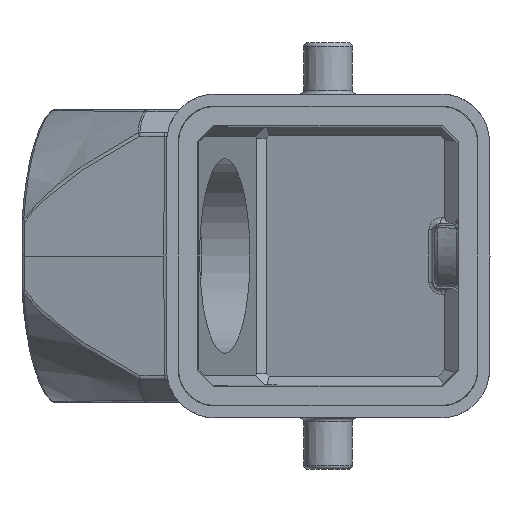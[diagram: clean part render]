
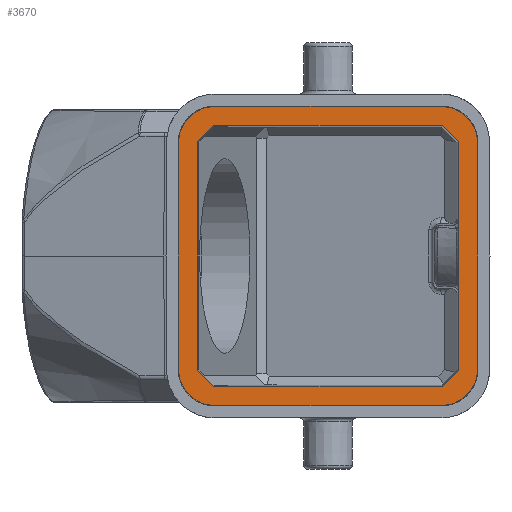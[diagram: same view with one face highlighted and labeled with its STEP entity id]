
A CAD part, front view. The second image highlights one B-rep face of the part: STEP entity #3670.
In plain terms, the highlighted planar face has unit normal (0, -1, 0).
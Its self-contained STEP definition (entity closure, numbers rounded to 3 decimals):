
#78=FACE_BOUND('',#1201,.T.);
#166=PLANE('',#3983);
#388=LINE('',#5873,#647);
#410=LINE('',#6495,#669);
#411=LINE('',#6858,#670);
#412=LINE('',#6862,#671);
#413=LINE('',#6866,#672);
#414=LINE('',#6870,#673);
#415=LINE('',#6874,#674);
#416=LINE('',#6876,#675);
#417=LINE('',#6878,#676);
#418=LINE('',#6879,#677);
#419=LINE('',#6881,#678);
#420=LINE('',#6882,#679);
#647=VECTOR('',#4537,1.906);
#669=VECTOR('',#4593,18.805);
#670=VECTOR('',#4598,18.6);
#671=VECTOR('',#4601,18.6);
#672=VECTOR('',#4604,18.6);
#673=VECTOR('',#4607,18.6);
#674=VECTOR('',#4610,1.906);
#675=VECTOR('',#4611,18.805);
#676=VECTOR('',#4612,1.906);
#677=VECTOR('',#4613,18.805);
#678=VECTOR('',#4614,1.906);
#679=VECTOR('',#4615,18.805);
#955=FACE_OUTER_BOUND('',#1200,.T.);
#1200=EDGE_LOOP('',(#2751,#2752,#2753,#2754,#2755,#2756,#2757,#2758));
#1201=EDGE_LOOP('',(#2759,#2760,#2761,#2762,#2763,#2764,#2765,#2766));
#1430=CIRCLE('',#3984,3.);
#1431=CIRCLE('',#3985,3.);
#1432=CIRCLE('',#3986,3.);
#1433=CIRCLE('',#3987,3.);
#1662=VERTEX_POINT('',#5870);
#1663=VERTEX_POINT('',#5872);
#1691=VERTEX_POINT('',#6493);
#1693=VERTEX_POINT('',#6856);
#1694=VERTEX_POINT('',#6857);
#1695=VERTEX_POINT('',#6859);
#1696=VERTEX_POINT('',#6861);
#1697=VERTEX_POINT('',#6863);
#1698=VERTEX_POINT('',#6865);
#1699=VERTEX_POINT('',#6867);
#1700=VERTEX_POINT('',#6869);
#1701=VERTEX_POINT('',#6872);
#1702=VERTEX_POINT('',#6873);
#1703=VERTEX_POINT('',#6875);
#1704=VERTEX_POINT('',#6877);
#1705=VERTEX_POINT('',#6880);
#2031=EDGE_CURVE('',#1663,#1662,#388,.T.);
#2073=EDGE_CURVE('',#1691,#1662,#410,.T.);
#2079=EDGE_CURVE('',#1693,#1694,#411,.T.);
#2080=EDGE_CURVE('',#1693,#1695,#1430,.T.);
#2081=EDGE_CURVE('',#1696,#1695,#412,.T.);
#2082=EDGE_CURVE('',#1696,#1697,#1431,.T.);
#2083=EDGE_CURVE('',#1698,#1697,#413,.T.);
#2084=EDGE_CURVE('',#1698,#1699,#1432,.T.);
#2085=EDGE_CURVE('',#1700,#1699,#414,.T.);
#2086=EDGE_CURVE('',#1700,#1694,#1433,.T.);
#2087=EDGE_CURVE('',#1701,#1702,#415,.T.);
#2088=EDGE_CURVE('',#1703,#1702,#416,.T.);
#2089=EDGE_CURVE('',#1703,#1704,#417,.T.);
#2090=EDGE_CURVE('',#1663,#1704,#418,.T.);
#2091=EDGE_CURVE('',#1691,#1705,#419,.T.);
#2092=EDGE_CURVE('',#1701,#1705,#420,.T.);
#2751=ORIENTED_EDGE('',*,*,#2079,.F.);
#2752=ORIENTED_EDGE('',*,*,#2080,.T.);
#2753=ORIENTED_EDGE('',*,*,#2081,.F.);
#2754=ORIENTED_EDGE('',*,*,#2082,.T.);
#2755=ORIENTED_EDGE('',*,*,#2083,.F.);
#2756=ORIENTED_EDGE('',*,*,#2084,.T.);
#2757=ORIENTED_EDGE('',*,*,#2085,.F.);
#2758=ORIENTED_EDGE('',*,*,#2086,.T.);
#2759=ORIENTED_EDGE('',*,*,#2087,.T.);
#2760=ORIENTED_EDGE('',*,*,#2088,.F.);
#2761=ORIENTED_EDGE('',*,*,#2089,.T.);
#2762=ORIENTED_EDGE('',*,*,#2090,.F.);
#2763=ORIENTED_EDGE('',*,*,#2031,.T.);
#2764=ORIENTED_EDGE('',*,*,#2073,.F.);
#2765=ORIENTED_EDGE('',*,*,#2091,.T.);
#2766=ORIENTED_EDGE('',*,*,#2092,.F.);
#3670=ADVANCED_FACE('',(#955,#78),#166,.T.);
#3983=AXIS2_PLACEMENT_3D('',#6855,#4596,#4597);
#3984=AXIS2_PLACEMENT_3D('',#6860,#4599,#4600);
#3985=AXIS2_PLACEMENT_3D('',#6864,#4602,#4603);
#3986=AXIS2_PLACEMENT_3D('',#6868,#4605,#4606);
#3987=AXIS2_PLACEMENT_3D('',#6871,#4608,#4609);
#4537=DIRECTION('',(0.707,0.,-0.707));
#4593=DIRECTION('',(0.,0.,1.));
#4596=DIRECTION('center_axis',(0.,-1.,0.));
#4597=DIRECTION('ref_axis',(0.,0.,-1.));
#4598=DIRECTION('',(0.,0.,1.));
#4599=DIRECTION('center_axis',(0.,-1.,0.));
#4600=DIRECTION('ref_axis',(-1.,0.,0.));
#4601=DIRECTION('',(-1.,0.,0.));
#4602=DIRECTION('center_axis',(0.,-1.,0.));
#4603=DIRECTION('ref_axis',(0.,0.,-1.));
#4604=DIRECTION('',(0.,0.,-1.));
#4605=DIRECTION('center_axis',(0.,-1.,0.));
#4606=DIRECTION('ref_axis',(1.,0.,0.));
#4607=DIRECTION('',(1.,0.,0.));
#4608=DIRECTION('center_axis',(0.,-1.,0.));
#4609=DIRECTION('ref_axis',(0.,0.,1.));
#4610=DIRECTION('',(-0.707,0.,0.707));
#4611=DIRECTION('',(0.,0.,-1.));
#4612=DIRECTION('',(0.707,0.,0.707));
#4613=DIRECTION('',(-1.,0.,0.));
#4614=DIRECTION('',(-0.707,0.,-0.707));
#4615=DIRECTION('',(1.,0.,0.));
#5870=CARTESIAN_POINT('',(10.75,3.7,9.403));
#5872=CARTESIAN_POINT('',(9.403,3.7,10.75));
#5873=CARTESIAN_POINT('',(9.403,3.7,10.75));
#6493=CARTESIAN_POINT('',(10.75,3.7,-9.403));
#6495=CARTESIAN_POINT('',(10.75,3.7,-9.403));
#6855=CARTESIAN_POINT('Origin',(0.,3.7,-11.9));
#6856=CARTESIAN_POINT('',(-12.3,3.7,-9.3));
#6857=CARTESIAN_POINT('',(-12.3,3.7,9.3));
#6858=CARTESIAN_POINT('',(-12.3,3.7,-9.3));
#6859=CARTESIAN_POINT('',(-9.3,3.7,-12.3));
#6860=CARTESIAN_POINT('Origin',(-9.3,3.7,-9.3));
#6861=CARTESIAN_POINT('',(9.3,3.7,-12.3));
#6862=CARTESIAN_POINT('',(9.3,3.7,-12.3));
#6863=CARTESIAN_POINT('',(12.3,3.7,-9.3));
#6864=CARTESIAN_POINT('Origin',(9.3,3.7,-9.3));
#6865=CARTESIAN_POINT('',(12.3,3.7,9.3));
#6866=CARTESIAN_POINT('',(12.3,3.7,9.3));
#6867=CARTESIAN_POINT('',(9.3,3.7,12.3));
#6868=CARTESIAN_POINT('Origin',(9.3,3.7,9.3));
#6869=CARTESIAN_POINT('',(-9.3,3.7,12.3));
#6870=CARTESIAN_POINT('',(-9.3,3.7,12.3));
#6871=CARTESIAN_POINT('Origin',(-9.3,3.7,9.3));
#6872=CARTESIAN_POINT('',(-9.403,3.7,-10.75));
#6873=CARTESIAN_POINT('',(-10.75,3.7,-9.403));
#6874=CARTESIAN_POINT('',(-9.403,3.7,-10.75));
#6875=CARTESIAN_POINT('',(-10.75,3.7,9.403));
#6876=CARTESIAN_POINT('',(-10.75,3.7,9.403));
#6877=CARTESIAN_POINT('',(-9.403,3.7,10.75));
#6878=CARTESIAN_POINT('',(-10.75,3.7,9.403));
#6879=CARTESIAN_POINT('',(9.403,3.7,10.75));
#6880=CARTESIAN_POINT('',(9.403,3.7,-10.75));
#6881=CARTESIAN_POINT('',(10.75,3.7,-9.403));
#6882=CARTESIAN_POINT('',(-9.403,3.7,-10.75));
